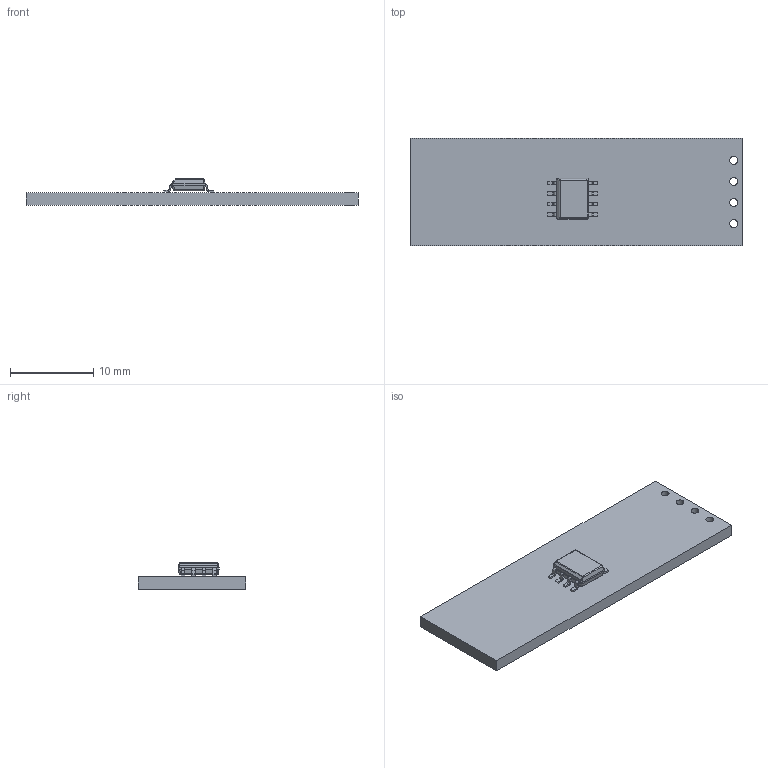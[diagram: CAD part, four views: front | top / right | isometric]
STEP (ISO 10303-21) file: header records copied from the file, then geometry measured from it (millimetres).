
FILE_DESCRIPTION(/* description */ (''),/* implementation_level */ '2;1');
FILE_NAME(/* name */ 'Amplificador LM386 .step',/* time_stamp */ '2022-01-07T13:22:58+01:00',/* author */ (''),/* organization */ (''),/* preprocessor_version */ 'ST-DEVELOPER v18.1',/* originating_system */ 'Autodesk Translation Framework v10.10.0.1391',/* authorisation */ '');
FILE_SCHEMA (('AUTOMOTIVE_DESIGN { 1 0 10303 214 3 1 1 }'));
Length unit declared in the file: millimetre
Products named in the file (4): Amplificador LM386; LM386M-1_NOPB; BODY-SO; LEAD-D0008A
Assembly tree (10 placements, depth 3):
  Amplificador LM386
    LM386M-1_NOPB
      BODY-SO
      LEAD-D0008A  x8
Bounding box: 40 x 13 x 3.19 mm (x, y, z)
Volume: 803.1 mm3; surface area: 1285.5 mm2
Topology: 10 solids, 10 shells, 170 faces, 412 edges, 262 vertices
Faces by surface type: plane 101, cylinder 59, bspline 8, sphere 2
Full cylindrical faces by diameter (mm): 0.95 x4
Entity records: 3153 total; most frequent: CARTESIAN_POINT 1174, DIRECTION 421, ORIENTED_EDGE 362, EDGE_CURVE 181, AXIS2_PLACEMENT_3D 155, LINE 111, VECTOR 111, VERTEX_POINT 108
